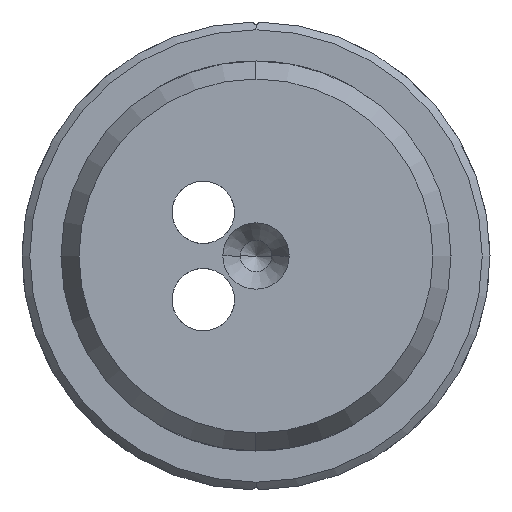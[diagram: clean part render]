
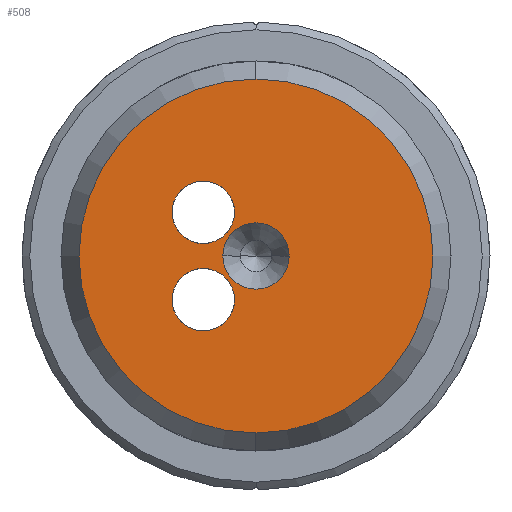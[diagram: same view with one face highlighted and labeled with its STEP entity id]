
A CAD part, left-side view. The second image highlights one B-rep face of the part: STEP entity #508.
In plain terms, the highlighted planar face has unit normal (-1, 0, 0).
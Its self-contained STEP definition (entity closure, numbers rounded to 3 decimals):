
#5 = DIRECTION ( 'NONE',  ( 1., 0., 0. ) ) ;
#29 = CARTESIAN_POINT ( 'NONE',  ( -133.5, 3.377, 2.8 ) ) ;
#41 = CIRCLE ( 'NONE', #2047, 2. ) ;
#114 = CARTESIAN_POINT ( 'NONE',  ( -133.5, 3.377, -2.8 ) ) ;
#199 = DIRECTION ( 'NONE',  ( -1., 0., 0. ) ) ;
#224 = VERTEX_POINT ( 'NONE', #2786 ) ;
#261 = CIRCLE ( 'NONE', #2846, 2. ) ;
#282 = FACE_BOUND ( 'NONE', #2446, .T. ) ;
#331 = EDGE_CURVE ( 'NONE', #1111, #1623, #41, .T. ) ;
#333 = CARTESIAN_POINT ( 'NONE',  ( -133.5, 3.377, 0.8 ) ) ;
#391 = DIRECTION ( 'NONE',  ( 1., 0., 0. ) ) ;
#508 = ADVANCED_FACE ( 'NONE', ( #3278, #1650, #2747, #282 ), #1382, .F. ) ;
#519 = ORIENTED_EDGE ( 'NONE', *, *, #549, .T. ) ;
#525 = CARTESIAN_POINT ( 'NONE',  ( -133.5, 0., 0. ) ) ;
#528 = DIRECTION ( 'NONE',  ( 1., 0., 0. ) ) ;
#549 = EDGE_CURVE ( 'NONE', #2332, #763, #2730, .T. ) ;
#571 = CARTESIAN_POINT ( 'NONE',  ( -133.5, 3.377, -0.8 ) ) ;
#644 = AXIS2_PLACEMENT_3D ( 'NONE', #2845, #391, #1484 ) ;
#713 = AXIS2_PLACEMENT_3D ( 'NONE', #29, #1132, #2219 ) ;
#741 = DIRECTION ( 'NONE',  ( -1., 0., 0. ) ) ;
#763 = VERTEX_POINT ( 'NONE', #3165 ) ;
#819 = CARTESIAN_POINT ( 'NONE',  ( -133.5, 3.377, -4.8 ) ) ;
#899 = EDGE_CURVE ( 'NONE', #763, #2332, #2368, .T. ) ;
#952 = ORIENTED_EDGE ( 'NONE', *, *, #2457, .T. ) ;
#954 = DIRECTION ( 'NONE',  ( 0., 0., -1. ) ) ;
#1110 = DIRECTION ( 'NONE',  ( 0., 0., -1. ) ) ;
#1111 = VERTEX_POINT ( 'NONE', #819 ) ;
#1132 = DIRECTION ( 'NONE',  ( 1., 0., 0. ) ) ;
#1160 = CIRCLE ( 'NONE', #644, 2.125 ) ;
#1299 = ORIENTED_EDGE ( 'NONE', *, *, #899, .T. ) ;
#1300 = DIRECTION ( 'NONE',  ( 0., 0., -1. ) ) ;
#1382 = PLANE ( 'NONE',  #1634 ) ;
#1457 = CIRCLE ( 'NONE', #3462, 11.345 ) ;
#1484 = DIRECTION ( 'NONE',  ( 0., 1., 0. ) ) ;
#1492 = CARTESIAN_POINT ( 'NONE',  ( -133.5, 0., 0. ) ) ;
#1528 = CIRCLE ( 'NONE', #1980, 2.125 ) ;
#1575 = VERTEX_POINT ( 'NONE', #2430 ) ;
#1620 = DIRECTION ( 'NONE',  ( 1., 0., 0. ) ) ;
#1623 = VERTEX_POINT ( 'NONE', #571 ) ;
#1624 = DIRECTION ( 'NONE',  ( 0., 0., -1. ) ) ;
#1633 = AXIS2_PLACEMENT_3D ( 'NONE', #2665, #199, #1300 ) ;
#1634 = AXIS2_PLACEMENT_3D ( 'NONE', #2470, #5, #1110 ) ;
#1650 = FACE_BOUND ( 'NONE', #2634, .T. ) ;
#1781 = VERTEX_POINT ( 'NONE', #2615 ) ;
#1837 = DIRECTION ( 'NONE',  ( 0., 0., 1. ) ) ;
#1980 = AXIS2_PLACEMENT_3D ( 'NONE', #525, #1620, #2719 ) ;
#2030 = DIRECTION ( 'NONE',  ( -1., 0., 0. ) ) ;
#2044 = ORIENTED_EDGE ( 'NONE', *, *, #3135, .T. ) ;
#2047 = AXIS2_PLACEMENT_3D ( 'NONE', #114, #2030, #3121 ) ;
#2059 = ORIENTED_EDGE ( 'NONE', *, *, #2107, .T. ) ;
#2107 = EDGE_CURVE ( 'NONE', #224, #1781, #1457, .T. ) ;
#2163 = ORIENTED_EDGE ( 'NONE', *, *, #331, .F. ) ;
#2219 = DIRECTION ( 'NONE',  ( 0., 0., -1. ) ) ;
#2332 = VERTEX_POINT ( 'NONE', #333 ) ;
#2368 = CIRCLE ( 'NONE', #3465, 2. ) ;
#2430 = CARTESIAN_POINT ( 'NONE',  ( -133.5, -2.125, 0. ) ) ;
#2446 = EDGE_LOOP ( 'NONE', ( #952, #2044 ) ) ;
#2457 = EDGE_CURVE ( 'NONE', #1575, #2610, #1160, .T. ) ;
#2470 = CARTESIAN_POINT ( 'NONE',  ( -133.5, 12.5, 0. ) ) ;
#2596 = EDGE_CURVE ( 'NONE', #1781, #224, #3175, .T. ) ;
#2610 = VERTEX_POINT ( 'NONE', #3489 ) ;
#2615 = CARTESIAN_POINT ( 'NONE',  ( -133.5, 0., -11.345 ) ) ;
#2634 = EDGE_LOOP ( 'NONE', ( #519, #1299 ) ) ;
#2665 = CARTESIAN_POINT ( 'NONE',  ( -133.5, 0., 0. ) ) ;
#2674 = ORIENTED_EDGE ( 'NONE', *, *, #2596, .T. ) ;
#2719 = DIRECTION ( 'NONE',  ( 0., 1., 0. ) ) ;
#2730 = CIRCLE ( 'NONE', #713, 2. ) ;
#2747 = FACE_OUTER_BOUND ( 'NONE', #3503, .T. ) ;
#2786 = CARTESIAN_POINT ( 'NONE',  ( -133.5, 0., 11.345 ) ) ;
#2845 = CARTESIAN_POINT ( 'NONE',  ( -133.5, 0., 0. ) ) ;
#2846 = AXIS2_PLACEMENT_3D ( 'NONE', #3201, #741, #1837 ) ;
#2900 = EDGE_LOOP ( 'NONE', ( #2163, #3031 ) ) ;
#2987 = CARTESIAN_POINT ( 'NONE',  ( -133.5, 3.377, 2.8 ) ) ;
#3031 = ORIENTED_EDGE ( 'NONE', *, *, #3050, .F. ) ;
#3050 = EDGE_CURVE ( 'NONE', #1623, #1111, #261, .T. ) ;
#3121 = DIRECTION ( 'NONE',  ( 0., 0., 1. ) ) ;
#3135 = EDGE_CURVE ( 'NONE', #2610, #1575, #1528, .T. ) ;
#3165 = CARTESIAN_POINT ( 'NONE',  ( -133.5, 3.377, 4.8 ) ) ;
#3175 = CIRCLE ( 'NONE', #1633, 11.345 ) ;
#3201 = CARTESIAN_POINT ( 'NONE',  ( -133.5, 3.377, -2.8 ) ) ;
#3278 = FACE_BOUND ( 'NONE', #2900, .T. ) ;
#3414 = DIRECTION ( 'NONE',  ( -1., 0., 0. ) ) ;
#3462 = AXIS2_PLACEMENT_3D ( 'NONE', #1492, #3414, #954 ) ;
#3465 = AXIS2_PLACEMENT_3D ( 'NONE', #2987, #528, #1624 ) ;
#3489 = CARTESIAN_POINT ( 'NONE',  ( -133.5, 2.125, 0. ) ) ;
#3503 = EDGE_LOOP ( 'NONE', ( #2674, #2059 ) ) ;
